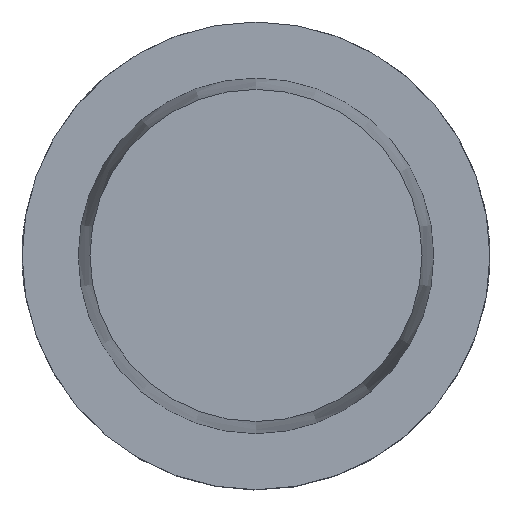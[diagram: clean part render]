
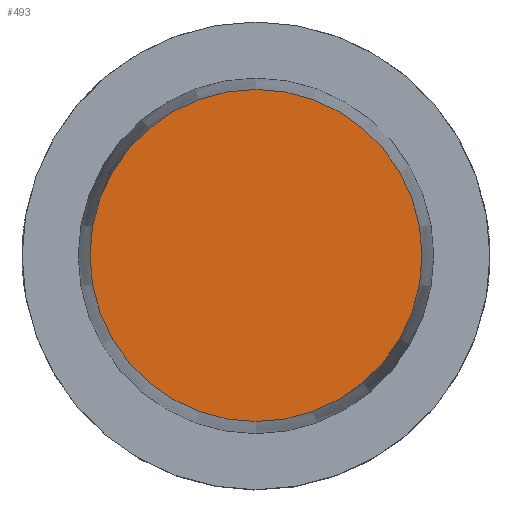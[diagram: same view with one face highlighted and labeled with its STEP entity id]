
A CAD part, top view. The second image highlights one B-rep face of the part: STEP entity #493.
In plain terms, the highlighted planar face has unit normal (0, 0, 1).
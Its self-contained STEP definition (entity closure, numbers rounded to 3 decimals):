
#275=EDGE_CURVE('240[2]',#686,#686,#687,.T.);
#493=ADVANCED_FACE('240[2]',(#955),#956,.T.);
#686=VERTEX_POINT('',#1309);
#687=CIRCLE('',#1310,35.5);
#955=FACE_OUTER_BOUND('',#1809,.T.);
#956=PLANE('',#1810);
#1309=CARTESIAN_POINT('',(0.,35.5,50.0));
#1310=AXIS2_PLACEMENT_3D('',#1993,#1994,#1995);
#1809=EDGE_LOOP('',(#2328));
#1810=AXIS2_PLACEMENT_3D('',#2329,#2330,#2331);
#1993=CARTESIAN_POINT('',(0.,0.,50.0));
#1994=DIRECTION('',(0.,0.,-1.0));
#1995=DIRECTION('',(0.,1.0,0.));
#2328=ORIENTED_EDGE('',*,*,#275,.F.);
#2329=CARTESIAN_POINT('',(0.,17.75,50.0));
#2330=DIRECTION('',(0.,0.,1.0));
#2331=DIRECTION('',(1.0,0.,0.0));
